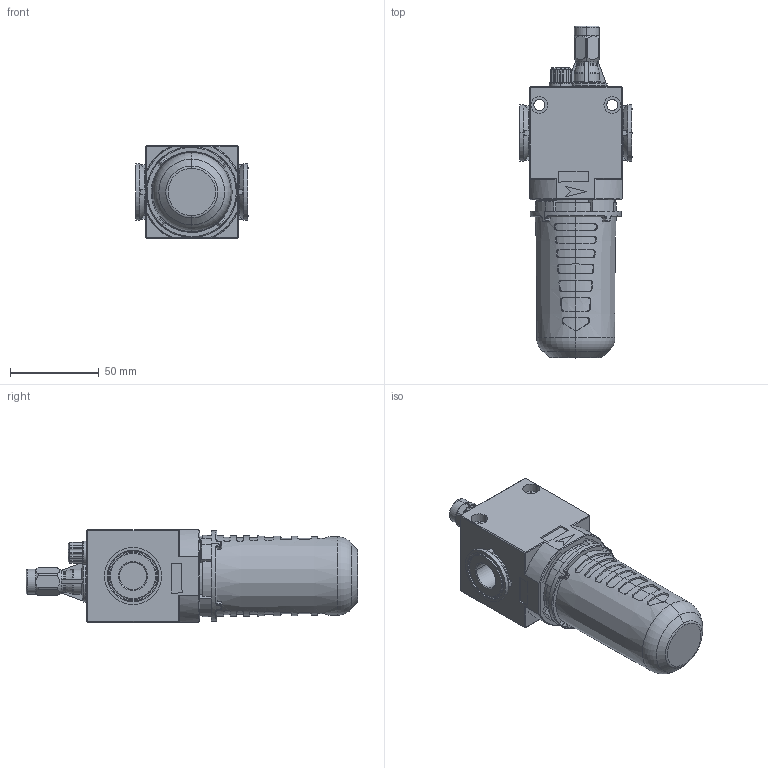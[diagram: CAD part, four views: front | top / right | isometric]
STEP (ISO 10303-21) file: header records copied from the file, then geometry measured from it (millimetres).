
FILE_DESCRIPTION(('STEP AP214'),'1');
FILE_NAME('050 L PE.stp','2020-03-18T10:32:00',(' '),(' '),'Spatial InterOp 3D',' ',' ');
FILE_SCHEMA(('AUTOMOTIVE_DESIGN { 1 0 10303 214 1 1 1 1 }'));
Length unit declared in the file: metre
Products named in the file (1): Volume
Bounding box: 63.3 x 186.5 x 52.1 mm (x, y, z)
Volume: 310062.5 mm3; surface area: 39305.8 mm2
Topology: 1 solids, 1 shells, 595 faces, 1536 edges, 968 vertices
Faces by surface type: plane 167, cylinder 138, cone 126, bspline 106, torus 54, extrusion 4
Entity records: 22505 total; most frequent: CARTESIAN_POINT 8561, ORIENTED_EDGE 3072, DIRECTION 2702, EDGE_CURVE 1536, AXIS2_PLACEMENT_3D 1025, VERTEX_POINT 968, VECTOR 652, LINE 648
